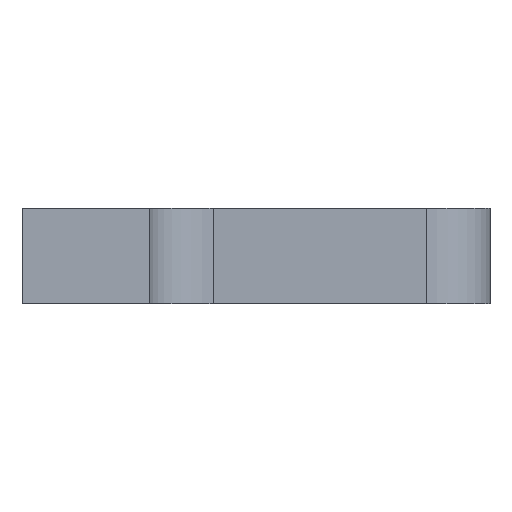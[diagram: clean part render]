
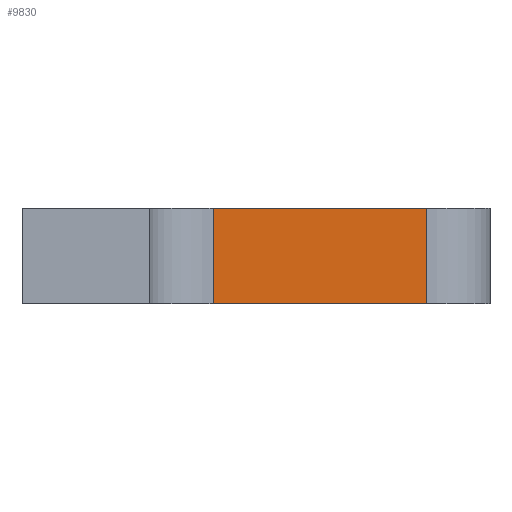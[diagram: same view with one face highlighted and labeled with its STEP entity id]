
A CAD part, front view. The second image highlights one B-rep face of the part: STEP entity #9830.
In plain terms, the highlighted planar face has unit normal (0, -1, 0).
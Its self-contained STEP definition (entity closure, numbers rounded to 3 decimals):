
#6450=CARTESIAN_POINT('',(253.452,811.926,
13.));
#6460=VERTEX_POINT('',#6450);
#6510=CARTESIAN_POINT('',(0.,811.926,
13.));
#6520=DIRECTION('',(1.,0.,0.));
#6530=VECTOR('',#6520,1.);
#6540=LINE('',#6510,#6530);
#6550=CARTESIAN_POINT('',(219.952,811.926,
13.));
#6560=VERTEX_POINT('',#6550);
#6570=EDGE_CURVE('',#6560,#6460,#6540,.T.);
#9530=CARTESIAN_POINT('',(253.452,811.926,
0.));
#9540=DIRECTION('',(-0.,-1.,-0.));
#9550=DIRECTION('',(-1.,0.,0.));
#9560=AXIS2_PLACEMENT_3D('',#9530,#9540,#9550);
#9570=PLANE('',#9560);
#9580=CARTESIAN_POINT('',(0.,811.926,
-2.));
#9590=DIRECTION('',(1.,0.,0.));
#9600=VECTOR('',#9590,1.);
#9610=LINE('',#9580,#9600);
#9620=CARTESIAN_POINT('',(219.952,811.926,
-2.));
#9630=VERTEX_POINT('',#9620);
#9640=CARTESIAN_POINT('',(253.452,811.926,
-2.));
#9650=VERTEX_POINT('',#9640);
#9660=EDGE_CURVE('',#9630,#9650,#9610,.T.);
#9670=ORIENTED_EDGE('',*,*,#9660,.T.);
#9680=CARTESIAN_POINT('',(219.952,811.926,
0.));
#9690=DIRECTION('',(0.,0.,1.));
#9700=VECTOR('',#9690,1.);
#9710=LINE('',#9680,#9700);
#9720=EDGE_CURVE('',#9630,#6560,#9710,.T.);
#9730=ORIENTED_EDGE('',*,*,#9720,.F.);
#9740=ORIENTED_EDGE('',*,*,#6570,.F.);
#9750=CARTESIAN_POINT('',(253.452,811.926,0.));
#9760=DIRECTION('',(0.,0.,1.));
#9770=VECTOR('',#9760,1.);
#9780=LINE('',#9750,#9770);
#9790=EDGE_CURVE('',#9650,#6460,#9780,.T.);
#9800=ORIENTED_EDGE('',*,*,#9790,.T.);
#9810=EDGE_LOOP('',(#9800,#9740,#9730,#9670));
#9820=FACE_OUTER_BOUND('',#9810,.T.);
#9830=ADVANCED_FACE('',(#9820),#9570,.T.);
